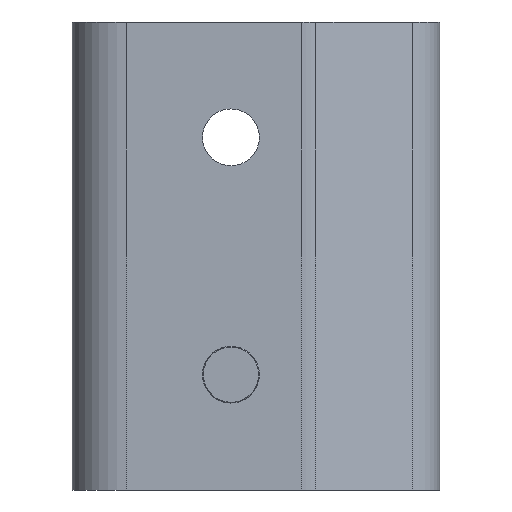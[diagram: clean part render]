
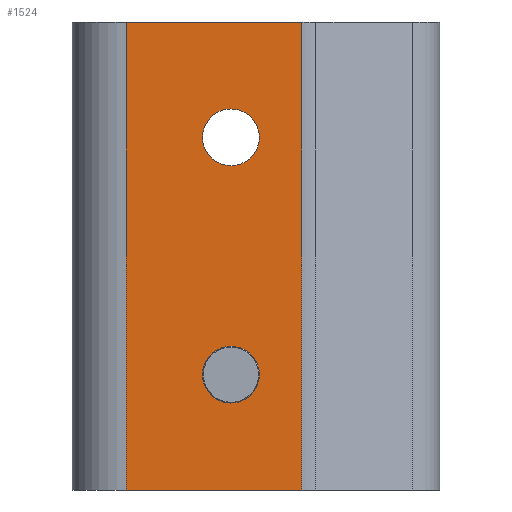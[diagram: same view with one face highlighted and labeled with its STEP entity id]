
A CAD part, left-side view. The second image highlights one B-rep face of the part: STEP entity #1524.
In plain terms, the highlighted planar face has unit normal (-1, 0, 0).
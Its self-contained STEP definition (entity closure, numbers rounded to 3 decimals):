
#101 = CARTESIAN_POINT ( 'NONE',  ( -24.723, 29.005, 22.308 ) ) ;
#136 = CARTESIAN_POINT ( 'NONE',  ( -24.723, 37.465, 36.108 ) ) ;
#177 = VERTEX_POINT ( 'NONE', #2035 ) ;
#188 = DIRECTION ( 'NONE',  ( -1., 0., 0. ) ) ;
#190 = ORIENTED_EDGE ( 'NONE', *, *, #616, .F. ) ;
#199 = LINE ( 'NONE', #1387, #1024 ) ;
#202 = DIRECTION ( 'NONE',  ( 0., -1., 0. ) ) ;
#231 = FACE_OUTER_BOUND ( 'NONE', #552, .T. ) ;
#286 = CARTESIAN_POINT ( 'NONE',  ( -24.723, 37.465, 36.108 ) ) ;
#288 = VERTEX_POINT ( 'NONE', #939 ) ;
#294 = VERTEX_POINT ( 'NONE', #2281 ) ;
#342 = AXIS2_PLACEMENT_3D ( 'NONE', #136, #515, #1249 ) ;
#370 = CARTESIAN_POINT ( 'NONE',  ( -24.723, 49.965, 78.308 ) ) ;
#504 = EDGE_CURVE ( 'NONE', #1770, #294, #2353, .T. ) ;
#515 = DIRECTION ( 'NONE',  ( -1., 0., 0. ) ) ;
#523 = EDGE_CURVE ( 'NONE', #570, #1488, #856, .T. ) ;
#535 = VERTEX_POINT ( 'NONE', #101 ) ;
#552 = EDGE_LOOP ( 'NONE', ( #1925, #2178, #1936, #1683 ) ) ;
#570 = VERTEX_POINT ( 'NONE', #1284 ) ;
#598 = EDGE_LOOP ( 'NONE', ( #190, #1601 ) ) ;
#616 = EDGE_CURVE ( 'NONE', #1488, #570, #799, .T. ) ;
#651 = CARTESIAN_POINT ( 'NONE',  ( -24.723, 29.005, 78.308 ) ) ;
#658 = CIRCLE ( 'NONE', #1522, 3.4 ) ;
#682 = CARTESIAN_POINT ( 'NONE',  ( -24.723, 40.865, 64.508 ) ) ;
#703 = LINE ( 'NONE', #1014, #1384 ) ;
#799 = CIRCLE ( 'NONE', #342, 3.4 ) ;
#835 = DIRECTION ( 'NONE',  ( -1., 0., 0. ) ) ;
#842 = DIRECTION ( 'NONE',  ( 0., -1., 0. ) ) ;
#847 = FACE_BOUND ( 'NONE', #1633, .T. ) ;
#848 = CARTESIAN_POINT ( 'NONE',  ( -24.723, 29.005, 22.308 ) ) ;
#850 = VECTOR ( 'NONE', #842, 1000. ) ;
#856 = CIRCLE ( 'NONE', #2276, 3.4 ) ;
#934 = DIRECTION ( 'NONE',  ( -1., 0., 0. ) ) ;
#939 = CARTESIAN_POINT ( 'NONE',  ( -24.723, 34.065, 64.508 ) ) ;
#961 = EDGE_CURVE ( 'NONE', #535, #294, #199, .T. ) ;
#1014 = CARTESIAN_POINT ( 'NONE',  ( -24.723, 49.965, 22.308 ) ) ;
#1017 = DIRECTION ( 'NONE',  ( 0., 0., 1. ) ) ;
#1024 = VECTOR ( 'NONE', #1017, 1000. ) ;
#1044 = DIRECTION ( 'NONE',  ( 0., -1., 0. ) ) ;
#1183 = AXIS2_PLACEMENT_3D ( 'NONE', #848, #1996, #2188 ) ;
#1249 = DIRECTION ( 'NONE',  ( 0., -1., 0. ) ) ;
#1254 = LINE ( 'NONE', #1696, #850 ) ;
#1284 = CARTESIAN_POINT ( 'NONE',  ( -24.723, 40.865, 36.108 ) ) ;
#1326 = EDGE_CURVE ( 'NONE', #177, #535, #1254, .T. ) ;
#1330 = CARTESIAN_POINT ( 'NONE',  ( -24.723, 37.465, 64.508 ) ) ;
#1361 = EDGE_CURVE ( 'NONE', #177, #1770, #703, .T. ) ;
#1384 = VECTOR ( 'NONE', #1748, 1000. ) ;
#1387 = CARTESIAN_POINT ( 'NONE',  ( -24.723, 29.005, 22.308 ) ) ;
#1488 = VERTEX_POINT ( 'NONE', #1581 ) ;
#1505 = CARTESIAN_POINT ( 'NONE',  ( -24.723, 37.465, 64.508 ) ) ;
#1506 = ORIENTED_EDGE ( 'NONE', *, *, #1833, .F. ) ;
#1522 = AXIS2_PLACEMENT_3D ( 'NONE', #1330, #188, #1686 ) ;
#1524 = ADVANCED_FACE ( 'NONE', ( #847, #1595, #231 ), #1805, .T. ) ;
#1581 = CARTESIAN_POINT ( 'NONE',  ( -24.723, 34.065, 36.108 ) ) ;
#1595 = FACE_BOUND ( 'NONE', #598, .T. ) ;
#1601 = ORIENTED_EDGE ( 'NONE', *, *, #523, .F. ) ;
#1633 = EDGE_LOOP ( 'NONE', ( #2311, #1506 ) ) ;
#1667 = VECTOR ( 'NONE', #1044, 1000. ) ;
#1683 = ORIENTED_EDGE ( 'NONE', *, *, #961, .T. ) ;
#1686 = DIRECTION ( 'NONE',  ( 0., -1., 0. ) ) ;
#1696 = CARTESIAN_POINT ( 'NONE',  ( -24.723, 29.005, 22.308 ) ) ;
#1748 = DIRECTION ( 'NONE',  ( 0., 0., 1. ) ) ;
#1770 = VERTEX_POINT ( 'NONE', #370 ) ;
#1789 = EDGE_CURVE ( 'NONE', #288, #2226, #2219, .T. ) ;
#1805 = PLANE ( 'NONE',  #1183 ) ;
#1833 = EDGE_CURVE ( 'NONE', #2226, #288, #658, .T. ) ;
#1925 = ORIENTED_EDGE ( 'NONE', *, *, #504, .F. ) ;
#1936 = ORIENTED_EDGE ( 'NONE', *, *, #1326, .T. ) ;
#1996 = DIRECTION ( 'NONE',  ( -1., 0., 0. ) ) ;
#2035 = CARTESIAN_POINT ( 'NONE',  ( -24.723, 49.965, 22.308 ) ) ;
#2062 = AXIS2_PLACEMENT_3D ( 'NONE', #1505, #934, #202 ) ;
#2178 = ORIENTED_EDGE ( 'NONE', *, *, #1361, .F. ) ;
#2188 = DIRECTION ( 'NONE',  ( 0., -1., 0. ) ) ;
#2219 = CIRCLE ( 'NONE', #2062, 3.4 ) ;
#2226 = VERTEX_POINT ( 'NONE', #682 ) ;
#2276 = AXIS2_PLACEMENT_3D ( 'NONE', #286, #835, #2336 ) ;
#2281 = CARTESIAN_POINT ( 'NONE',  ( -24.723, 29.005, 78.308 ) ) ;
#2311 = ORIENTED_EDGE ( 'NONE', *, *, #1789, .F. ) ;
#2336 = DIRECTION ( 'NONE',  ( 0., -1., 0. ) ) ;
#2353 = LINE ( 'NONE', #651, #1667 ) ;
